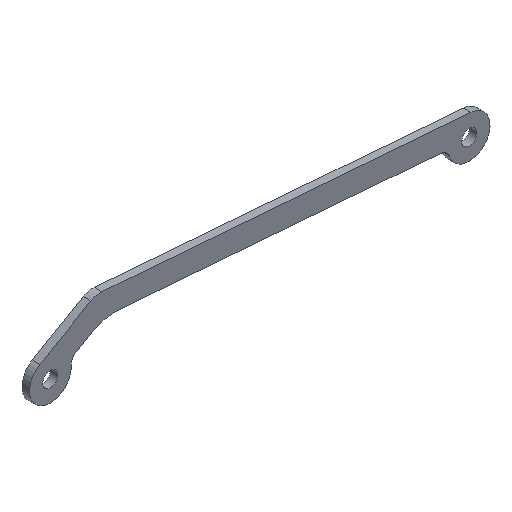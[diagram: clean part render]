
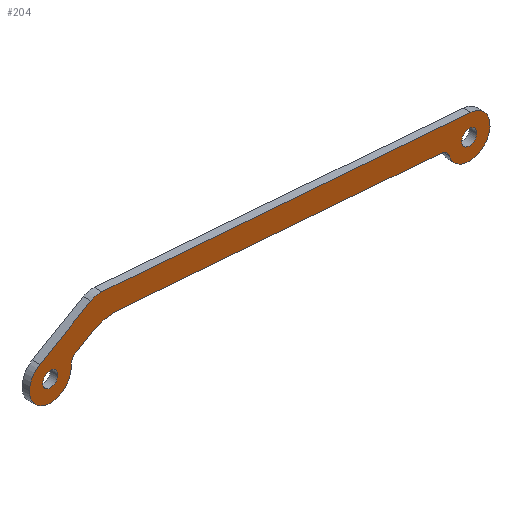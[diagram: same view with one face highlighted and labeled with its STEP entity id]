
A CAD part, isometric view. The second image highlights one B-rep face of the part: STEP entity #204.
In plain terms, the highlighted planar face has unit normal (0, -1, 0).
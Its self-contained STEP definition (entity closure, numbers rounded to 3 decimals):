
#2 = EDGE_CURVE ( 'NONE', #190, #275, #125, .T. ) ;
#5 = EDGE_CURVE ( 'NONE', #371, #559, #566, .T. ) ;
#7 = AXIS2_PLACEMENT_3D ( 'NONE', #30, #251, #361 ) ;
#10 = DIRECTION ( 'NONE',  ( 0., 1., 0. ) ) ;
#11 = VERTEX_POINT ( 'NONE', #686 ) ;
#15 = VERTEX_POINT ( 'NONE', #478 ) ;
#18 = CARTESIAN_POINT ( 'NONE',  ( -5.5, -9.721, 3.805 ) ) ;
#25 = CARTESIAN_POINT ( 'NONE',  ( 221.4, -9.721, -5.721 ) ) ;
#27 = CARTESIAN_POINT ( 'NONE',  ( 206.535, -9.721, -5.547 ) ) ;
#30 = CARTESIAN_POINT ( 'NONE',  ( 0., -9.721, -5.721 ) ) ;
#32 = AXIS2_PLACEMENT_3D ( 'NONE', #464, #256, #293 ) ;
#36 = EDGE_CURVE ( 'NONE', #15, #693, #354, .T. ) ;
#48 = PLANE ( 'NONE',  #317 ) ;
#50 = DIRECTION ( 'NONE',  ( 0., 1., 0. ) ) ;
#52 = AXIS2_PLACEMENT_3D ( 'NONE', #173, #660, #230 ) ;
#55 = CIRCLE ( 'NONE', #424, 11. ) ;
#57 = CARTESIAN_POINT ( 'NONE',  ( 21.971, -9.721, 4.654 ) ) ;
#62 = VECTOR ( 'NONE', #700, 1000. ) ;
#69 = EDGE_CURVE ( 'NONE', #11, #573, #677, .T. ) ;
#77 = EDGE_CURVE ( 'NONE', #275, #190, #413, .T. ) ;
#79 = CIRCLE ( 'NONE', #308, 5. ) ;
#90 = DIRECTION ( 'NONE',  ( 0., -1., 0. ) ) ;
#91 = CARTESIAN_POINT ( 'NONE',  ( 34.471, -9.721, -16.996 ) ) ;
#96 = DIRECTION ( 'NONE',  ( 0.997, 0., -0.079 ) ) ;
#115 = ORIENTED_EDGE ( 'NONE', *, *, #333, .F. ) ;
#116 = CARTESIAN_POINT ( 'NONE',  ( 11., -9.721, -5.721 ) ) ;
#125 = CIRCLE ( 'NONE', #7, 4. ) ;
#140 = CARTESIAN_POINT ( 'NONE',  ( 206.14, -9.721, -10.531 ) ) ;
#146 = ORIENTED_EDGE ( 'NONE', *, *, #69, .F. ) ;
#149 = LINE ( 'NONE', #578, #250 ) ;
#152 = EDGE_CURVE ( 'NONE', #623, #305, #389, .T. ) ;
#153 = DIRECTION ( 'NONE',  ( 1., 0., 0. ) ) ;
#161 = DIRECTION ( 'NONE',  ( 1., 0., 0. ) ) ;
#165 = VERTEX_POINT ( 'NONE', #18 ) ;
#167 = CIRCLE ( 'NONE', #552, 11. ) ;
#173 = CARTESIAN_POINT ( 'NONE',  ( 15.96, -9.721, -4.59 ) ) ;
#176 = VERTEX_POINT ( 'NONE', #341 ) ;
#189 = CARTESIAN_POINT ( 'NONE',  ( 221.4, -9.721, -5.721 ) ) ;
#190 = VERTEX_POINT ( 'NONE', #538 ) ;
#198 = DIRECTION ( 'NONE',  ( 1., 0., 0. ) ) ;
#200 = CIRCLE ( 'NONE', #52, 5. ) ;
#204 = ADVANCED_FACE ( 'NONE', ( #502, #451, #288 ), #48, .F. ) ;
#206 = DIRECTION ( 'NONE',  ( 0., -1., 0. ) ) ;
#214 = ORIENTED_EDGE ( 'NONE', *, *, #245, .F. ) ;
#226 = VERTEX_POINT ( 'NONE', #513 ) ;
#229 = ORIENTED_EDGE ( 'NONE', *, *, #368, .F. ) ;
#230 = DIRECTION ( 'NONE',  ( 1., 0., 0. ) ) ;
#231 = DIRECTION ( 'NONE',  ( 1., 0., 0. ) ) ;
#232 = EDGE_CURVE ( 'NONE', #351, #226, #586, .T. ) ;
#239 = ORIENTED_EDGE ( 'NONE', *, *, #5, .F. ) ;
#245 = EDGE_CURVE ( 'NONE', #620, #405, #252, .T. ) ;
#250 = VECTOR ( 'NONE', #96, 1000. ) ;
#251 = DIRECTION ( 'NONE',  ( 0., 1., 0. ) ) ;
#252 = CIRCLE ( 'NONE', #32, 11. ) ;
#253 = CARTESIAN_POINT ( 'NONE',  ( 10.96, -9.721, -4.59 ) ) ;
#256 = DIRECTION ( 'NONE',  ( 0., 1., 0. ) ) ;
#259 = CARTESIAN_POINT ( 'NONE',  ( -11., -9.721, -5.721 ) ) ;
#261 = VECTOR ( 'NONE', #350, 1000. ) ;
#263 = AXIS2_PLACEMENT_3D ( 'NONE', #91, #265, #198 ) ;
#265 = DIRECTION ( 'NONE',  ( 0., -1., 0. ) ) ;
#267 = CARTESIAN_POINT ( 'NONE',  ( 0., -9.721, -5.721 ) ) ;
#275 = VERTEX_POINT ( 'NONE', #412 ) ;
#288 = FACE_OUTER_BOUND ( 'NONE', #414, .T. ) ;
#293 = DIRECTION ( 'NONE',  ( 1., 0., 0. ) ) ;
#294 = VECTOR ( 'NONE', #539, 1000. ) ;
#296 = ORIENTED_EDGE ( 'NONE', *, *, #391, .F. ) ;
#305 = VERTEX_POINT ( 'NONE', #517 ) ;
#307 = DIRECTION ( 'NONE',  ( 1., 0., 0. ) ) ;
#308 = AXIS2_PLACEMENT_3D ( 'NONE', #140, #90, #307 ) ;
#311 = EDGE_LOOP ( 'NONE', ( #668, #602 ) ) ;
#317 = AXIS2_PLACEMENT_3D ( 'NONE', #267, #488, #415 ) ;
#323 = CARTESIAN_POINT ( 'NONE',  ( 0., -9.721, -5.721 ) ) ;
#325 = VERTEX_POINT ( 'NONE', #27 ) ;
#333 = EDGE_CURVE ( 'NONE', #559, #15, #468, .T. ) ;
#337 = ORIENTED_EDGE ( 'NONE', *, *, #637, .F. ) ;
#341 = CARTESIAN_POINT ( 'NONE',  ( 10.972, -9.721, -4.943 ) ) ;
#347 = CARTESIAN_POINT ( 'NONE',  ( 221.4, -9.721, -5.721 ) ) ;
#350 = DIRECTION ( 'NONE',  ( -0.866, 0., -0.5 ) ) ;
#351 = VERTEX_POINT ( 'NONE', #471 ) ;
#354 = CIRCLE ( 'NONE', #481, 5. ) ;
#361 = DIRECTION ( 'NONE',  ( 1., 0., 0. ) ) ;
#368 = EDGE_CURVE ( 'NONE', #305, #325, #79, .T. ) ;
#371 = VERTEX_POINT ( 'NONE', #418 ) ;
#377 = AXIS2_PLACEMENT_3D ( 'NONE', #347, #589, #448 ) ;
#382 = ORIENTED_EDGE ( 'NONE', *, *, #77, .T. ) ;
#384 = EDGE_CURVE ( 'NONE', #165, #11, #484, .T. ) ;
#389 = CIRCLE ( 'NONE', #377, 11. ) ;
#391 = EDGE_CURVE ( 'NONE', #405, #165, #167, .T. ) ;
#396 = CARTESIAN_POINT ( 'NONE',  ( 222.269, -9.721, 5.244 ) ) ;
#398 = ORIENTED_EDGE ( 'NONE', *, *, #483, .F. ) ;
#405 = VERTEX_POINT ( 'NONE', #259 ) ;
#408 = EDGE_CURVE ( 'NONE', #176, #620, #55, .T. ) ;
#411 = DIRECTION ( 'NONE',  ( 1., 0., 0. ) ) ;
#412 = CARTESIAN_POINT ( 'NONE',  ( 4., -9.721, -5.721 ) ) ;
#413 = CIRCLE ( 'NONE', #617, 4. ) ;
#414 = EDGE_LOOP ( 'NONE', ( #514, #337, #438, #115, #239, #546, #229, #469, #398, #146, #507, #296, #214 ) ) ;
#415 = DIRECTION ( 'NONE',  ( 0., 0., -1. ) ) ;
#418 = CARTESIAN_POINT ( 'NONE',  ( 36.445, -9.721, 7.926 ) ) ;
#424 = AXIS2_PLACEMENT_3D ( 'NONE', #643, #542, #161 ) ;
#433 = CARTESIAN_POINT ( 'NONE',  ( 26.479, -9.721, 10.721 ) ) ;
#438 = ORIENTED_EDGE ( 'NONE', *, *, #36, .F. ) ;
#448 = DIRECTION ( 'NONE',  ( 1., 0., 0. ) ) ;
#451 = FACE_BOUND ( 'NONE', #605, .T. ) ;
#464 = CARTESIAN_POINT ( 'NONE',  ( 0., -9.721, -5.721 ) ) ;
#468 = LINE ( 'NONE', #560, #261 ) ;
#469 = ORIENTED_EDGE ( 'NONE', *, *, #152, .F. ) ;
#470 = DIRECTION ( 'NONE',  ( 0., 1., 0. ) ) ;
#471 = CARTESIAN_POINT ( 'NONE',  ( 217.4, -9.721, -5.721 ) ) ;
#472 = AXIS2_PLACEMENT_3D ( 'NONE', #189, #567, #682 ) ;
#478 = CARTESIAN_POINT ( 'NONE',  ( 13.46, -9.721, -0.259 ) ) ;
#481 = AXIS2_PLACEMENT_3D ( 'NONE', #531, #206, #153 ) ;
#483 = EDGE_CURVE ( 'NONE', #573, #623, #149, .T. ) ;
#484 = LINE ( 'NONE', #537, #294 ) ;
#488 = DIRECTION ( 'NONE',  ( 0., 1., 0. ) ) ;
#494 = CARTESIAN_POINT ( 'NONE',  ( 206.535, -9.721, -5.547 ) ) ;
#502 = FACE_BOUND ( 'NONE', #311, .T. ) ;
#507 = ORIENTED_EDGE ( 'NONE', *, *, #384, .F. ) ;
#513 = CARTESIAN_POINT ( 'NONE',  ( 225.4, -9.721, -5.721 ) ) ;
#514 = ORIENTED_EDGE ( 'NONE', *, *, #408, .F. ) ;
#517 = CARTESIAN_POINT ( 'NONE',  ( 210.909, -9.721, -9.028 ) ) ;
#522 = ORIENTED_EDGE ( 'NONE', *, *, #2, .T. ) ;
#531 = CARTESIAN_POINT ( 'NONE',  ( 15.96, -9.721, -4.59 ) ) ;
#537 = CARTESIAN_POINT ( 'NONE',  ( -5.5, -9.721, 3.805 ) ) ;
#538 = CARTESIAN_POINT ( 'NONE',  ( -4., -9.721, -5.721 ) ) ;
#539 = DIRECTION ( 'NONE',  ( 0.866, 0., 0.5 ) ) ;
#540 = DIRECTION ( 'NONE',  ( 0., 1., 0. ) ) ;
#542 = DIRECTION ( 'NONE',  ( 0., 1., 0. ) ) ;
#546 = ORIENTED_EDGE ( 'NONE', *, *, #649, .F. ) ;
#550 = CARTESIAN_POINT ( 'NONE',  ( 27.269, -9.721, 20.69 ) ) ;
#552 = AXIS2_PLACEMENT_3D ( 'NONE', #323, #50, #692 ) ;
#557 = LINE ( 'NONE', #494, #62 ) ;
#559 = VERTEX_POINT ( 'NONE', #57 ) ;
#560 = CARTESIAN_POINT ( 'NONE',  ( 21.971, -9.721, 4.654 ) ) ;
#566 = CIRCLE ( 'NONE', #263, 25. ) ;
#567 = DIRECTION ( 'NONE',  ( 0., 1., 0. ) ) ;
#573 = VERTEX_POINT ( 'NONE', #550 ) ;
#578 = CARTESIAN_POINT ( 'NONE',  ( 27.269, -9.721, 20.69 ) ) ;
#586 = CIRCLE ( 'NONE', #472, 4. ) ;
#589 = DIRECTION ( 'NONE',  ( 0., 1., 0. ) ) ;
#602 = ORIENTED_EDGE ( 'NONE', *, *, #674, .T. ) ;
#604 = DIRECTION ( 'NONE',  ( 1., 0., 0. ) ) ;
#605 = EDGE_LOOP ( 'NONE', ( #522, #382 ) ) ;
#617 = AXIS2_PLACEMENT_3D ( 'NONE', #640, #10, #604 ) ;
#620 = VERTEX_POINT ( 'NONE', #116 ) ;
#623 = VERTEX_POINT ( 'NONE', #396 ) ;
#626 = AXIS2_PLACEMENT_3D ( 'NONE', #25, #470, #411 ) ;
#637 = EDGE_CURVE ( 'NONE', #693, #176, #200, .T. ) ;
#640 = CARTESIAN_POINT ( 'NONE',  ( 0., -9.721, -5.721 ) ) ;
#643 = CARTESIAN_POINT ( 'NONE',  ( 0., -9.721, -5.721 ) ) ;
#649 = EDGE_CURVE ( 'NONE', #325, #371, #557, .T. ) ;
#651 = AXIS2_PLACEMENT_3D ( 'NONE', #433, #540, #231 ) ;
#660 = DIRECTION ( 'NONE',  ( 0., -1., 0. ) ) ;
#661 = CIRCLE ( 'NONE', #626, 4. ) ;
#668 = ORIENTED_EDGE ( 'NONE', *, *, #232, .T. ) ;
#674 = EDGE_CURVE ( 'NONE', #226, #351, #661, .T. ) ;
#677 = CIRCLE ( 'NONE', #651, 10. ) ;
#682 = DIRECTION ( 'NONE',  ( 1., 0., 0. ) ) ;
#686 = CARTESIAN_POINT ( 'NONE',  ( 21.479, -9.721, 19.381 ) ) ;
#692 = DIRECTION ( 'NONE',  ( 1., 0., 0. ) ) ;
#693 = VERTEX_POINT ( 'NONE', #253 ) ;
#700 = DIRECTION ( 'NONE',  ( -0.997, 0., 0.079 ) ) ;
